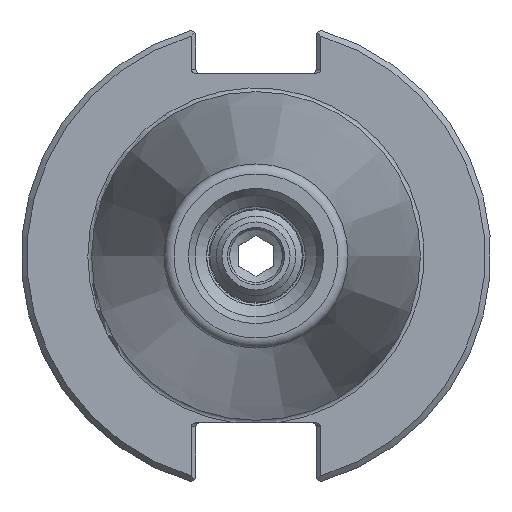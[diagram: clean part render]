
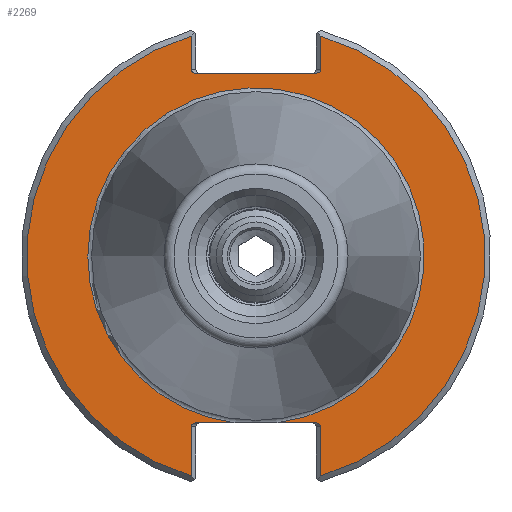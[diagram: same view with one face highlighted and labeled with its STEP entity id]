
A CAD part, left-side view. The second image highlights one B-rep face of the part: STEP entity #2269.
In plain terms, the highlighted planar face has unit normal (-1, 0, 0).
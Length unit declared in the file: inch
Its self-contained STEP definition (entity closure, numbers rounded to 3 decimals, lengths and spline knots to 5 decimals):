
#80=ELLIPSE('',#2451,0.02828,0.02);
#81=ELLIPSE('',#2453,0.02828,0.02);
#82=ELLIPSE('',#2454,0.02828,0.02);
#83=ELLIPSE('',#2456,0.02828,0.02);
#106=LINE('',#3451,#234);
#112=LINE('',#3479,#240);
#113=LINE('',#3483,#241);
#114=LINE('',#3487,#242);
#115=LINE('',#3492,#243);
#116=LINE('',#3496,#244);
#117=LINE('',#3499,#245);
#234=VECTOR('',#2779,0.63343);
#240=VECTOR('',#2793,0.205);
#241=VECTOR('',#2796,0.2622);
#242=VECTOR('',#2799,0.1782);
#243=VECTOR('',#2804,0.1782);
#244=VECTOR('',#2807,0.2622);
#245=VECTOR('',#2810,0.205);
#384=PLANE('',#2450);
#565=FACE_OUTER_BOUND('',#734,.T.);
#734=EDGE_LOOP('',(#1581,#1582,#1583,#1584,#1585,#1586,#1587,#1588,#1589,
#1590,#1591,#1592,#1593,#1594));
#919=CIRCLE('',#2448,0.895);
#921=CIRCLE('',#2452,1.22);
#922=CIRCLE('',#2455,1.22);
#1027=VERTEX_POINT('',#3447);
#1029=VERTEX_POINT('',#3450);
#1033=VERTEX_POINT('',#3461);
#1034=VERTEX_POINT('',#3462);
#1036=VERTEX_POINT('',#3478);
#1037=VERTEX_POINT('',#3480);
#1038=VERTEX_POINT('',#3482);
#1039=VERTEX_POINT('',#3484);
#1040=VERTEX_POINT('',#3486);
#1041=VERTEX_POINT('',#3489);
#1042=VERTEX_POINT('',#3491);
#1043=VERTEX_POINT('',#3493);
#1044=VERTEX_POINT('',#3495);
#1045=VERTEX_POINT('',#3497);
#1246=EDGE_CURVE('',#1027,#1029,#106,.T.);
#1253=EDGE_CURVE('',#1033,#1034,#919,.T.);
#1255=EDGE_CURVE('',#1036,#1033,#112,.T.);
#1256=EDGE_CURVE('',#1037,#1036,#80,.T.);
#1257=EDGE_CURVE('',#1038,#1037,#113,.T.);
#1258=EDGE_CURVE('',#1039,#1038,#921,.T.);
#1259=EDGE_CURVE('',#1040,#1039,#114,.T.);
#1260=EDGE_CURVE('',#1029,#1040,#81,.T.);
#1261=EDGE_CURVE('',#1041,#1027,#82,.T.);
#1262=EDGE_CURVE('',#1042,#1041,#115,.T.);
#1263=EDGE_CURVE('',#1043,#1042,#922,.T.);
#1264=EDGE_CURVE('',#1044,#1043,#116,.T.);
#1265=EDGE_CURVE('',#1045,#1044,#83,.T.);
#1266=EDGE_CURVE('',#1034,#1045,#117,.T.);
#1581=ORIENTED_EDGE('',*,*,#1253,.F.);
#1582=ORIENTED_EDGE('',*,*,#1255,.F.);
#1583=ORIENTED_EDGE('',*,*,#1256,.F.);
#1584=ORIENTED_EDGE('',*,*,#1257,.F.);
#1585=ORIENTED_EDGE('',*,*,#1258,.F.);
#1586=ORIENTED_EDGE('',*,*,#1259,.F.);
#1587=ORIENTED_EDGE('',*,*,#1260,.F.);
#1588=ORIENTED_EDGE('',*,*,#1246,.F.);
#1589=ORIENTED_EDGE('',*,*,#1261,.F.);
#1590=ORIENTED_EDGE('',*,*,#1262,.F.);
#1591=ORIENTED_EDGE('',*,*,#1263,.F.);
#1592=ORIENTED_EDGE('',*,*,#1264,.F.);
#1593=ORIENTED_EDGE('',*,*,#1265,.F.);
#1594=ORIENTED_EDGE('',*,*,#1266,.F.);
#2269=ADVANCED_FACE('',(#565),#384,.T.);
#2448=AXIS2_PLACEMENT_3D('',#3474,#2787,#2788);
#2450=AXIS2_PLACEMENT_3D('',#3477,#2791,#2792);
#2451=AXIS2_PLACEMENT_3D('',#3481,#2794,#2795);
#2452=AXIS2_PLACEMENT_3D('',#3485,#2797,#2798);
#2453=AXIS2_PLACEMENT_3D('',#3488,#2800,#2801);
#2454=AXIS2_PLACEMENT_3D('',#3490,#2802,#2803);
#2455=AXIS2_PLACEMENT_3D('',#3494,#2805,#2806);
#2456=AXIS2_PLACEMENT_3D('',#3498,#2808,#2809);
#2779=DIRECTION('',(0.,-1.,0.));
#2787=DIRECTION('center_axis',(-1.,0.,0.));
#2788=DIRECTION('ref_axis',(0.,-1.,0.));
#2791=DIRECTION('center_axis',(-1.,0.,0.));
#2792=DIRECTION('ref_axis',(0.,0.,1.));
#2793=DIRECTION('',(0.,1.,0.));
#2794=DIRECTION('center_axis',(-1.,0.,0.));
#2795=DIRECTION('ref_axis',(0.,-1.,0.));
#2796=DIRECTION('',(0.,0.,1.));
#2797=DIRECTION('center_axis',(1.,0.,0.));
#2798=DIRECTION('ref_axis',(0.,-1.,0.));
#2799=DIRECTION('',(0.,0.,1.));
#2800=DIRECTION('center_axis',(-1.,0.,0.));
#2801=DIRECTION('ref_axis',(0.,-1.,0.));
#2802=DIRECTION('center_axis',(-1.,0.,0.));
#2803=DIRECTION('ref_axis',(0.,1.,0.));
#2804=DIRECTION('',(0.,0.,-1.));
#2805=DIRECTION('center_axis',(1.,0.,0.));
#2806=DIRECTION('ref_axis',(0.,1.,0.));
#2807=DIRECTION('',(0.,0.,-1.));
#2808=DIRECTION('center_axis',(-1.,0.,0.));
#2809=DIRECTION('ref_axis',(0.,1.,0.));
#2810=DIRECTION('',(0.,1.,0.));
#3447=CARTESIAN_POINT('',(0.125,0.31672,0.972));
#3450=CARTESIAN_POINT('',(0.125,-0.31672,0.972));
#3451=CARTESIAN_POINT('',(0.125,0.53125,0.972));
#3461=CARTESIAN_POINT('',(0.125,-0.11172,-0.888));
#3462=CARTESIAN_POINT('',(0.125,0.11172,-0.888));
#3474=CARTESIAN_POINT('Origin',(0.125,0.,0.));
#3477=CARTESIAN_POINT('Origin',(0.125,1.0625,0.));
#3478=CARTESIAN_POINT('',(0.125,-0.31672,-0.888));
#3479=CARTESIAN_POINT('',(0.125,0.53125,-0.888));
#3480=CARTESIAN_POINT('',(0.125,-0.345,-0.908));
#3481=CARTESIAN_POINT('Origin',(0.125,-0.31672,-0.908));
#3482=CARTESIAN_POINT('',(0.125,-0.345,-1.1702));
#3483=CARTESIAN_POINT('',(0.125,-0.345,-0.444));
#3484=CARTESIAN_POINT('',(0.125,-0.345,1.1702));
#3485=CARTESIAN_POINT('Origin',(0.125,0.,0.));
#3486=CARTESIAN_POINT('',(0.125,-0.345,0.992));
#3487=CARTESIAN_POINT('',(0.125,-0.345,0.486));
#3488=CARTESIAN_POINT('Origin',(0.125,-0.31672,0.992));
#3489=CARTESIAN_POINT('',(0.125,0.345,0.992));
#3490=CARTESIAN_POINT('Origin',(0.125,0.31672,0.992));
#3491=CARTESIAN_POINT('',(0.125,0.345,1.1702));
#3492=CARTESIAN_POINT('',(0.125,0.345,0.486));
#3493=CARTESIAN_POINT('',(0.125,0.345,-1.1702));
#3494=CARTESIAN_POINT('Origin',(0.125,0.,0.));
#3495=CARTESIAN_POINT('',(0.125,0.345,-0.908));
#3496=CARTESIAN_POINT('',(0.125,0.345,-0.444));
#3497=CARTESIAN_POINT('',(0.125,0.31672,-0.888));
#3498=CARTESIAN_POINT('Origin',(0.125,0.31672,-0.908));
#3499=CARTESIAN_POINT('',(0.125,0.53125,-0.888));
